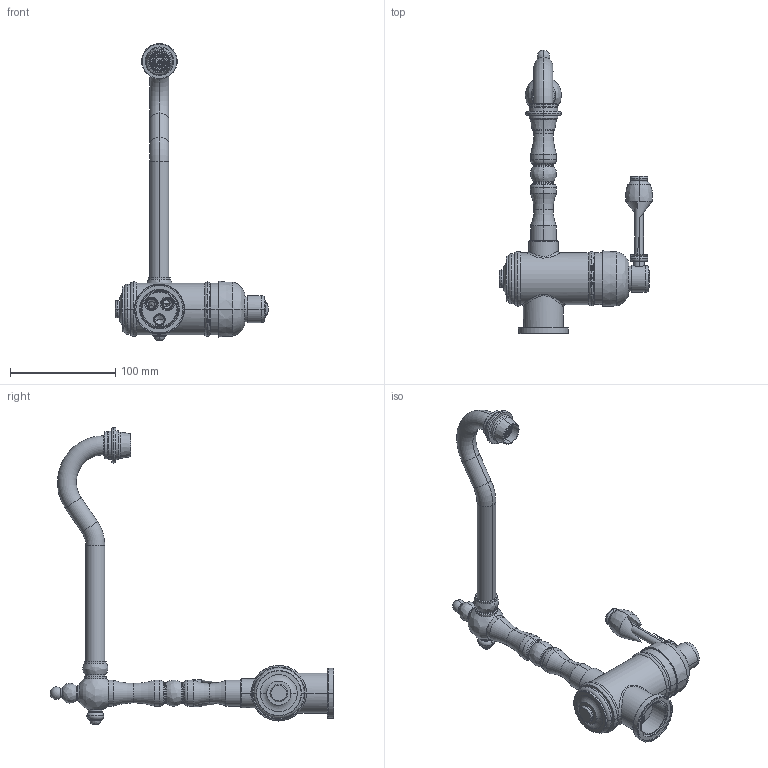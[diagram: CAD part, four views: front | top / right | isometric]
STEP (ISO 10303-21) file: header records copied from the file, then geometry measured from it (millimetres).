
FILE_DESCRIPTION(('STEP AP203'),'1');
FILE_NAME('Passato 2.stp','2025-12-08T11:12:24',(' '),(' '),'Spatial InterOp 3D',' ',' ');
FILE_SCHEMA(('CONFIG_CONTROL_DESIGN'));
Length unit declared in the file: millimetre
Products named in the file (1): 1
Bounding box: 145.39 x 269.12 x 281.86 mm (x, y, z)
Surface area: 146053.8 mm2 (no closed solid volume)
Topology: 0 solids, 46 shells, 3069 faces, 8952 edges, 5813 vertices
Faces by surface type: plane 1887, cylinder 644, cone 308, torus 194, bspline 24, sphere 12
Entity records: 114853 total; most frequent: CARTESIAN_POINT 36465, ORIENTED_EDGE 17684, DIRECTION 13955, EDGE_CURVE 8921, VERTEX_POINT 5813, AXIS2_PLACEMENT_3D 5235, FACE_BOUND 4046, EDGE_LOOP 4046
